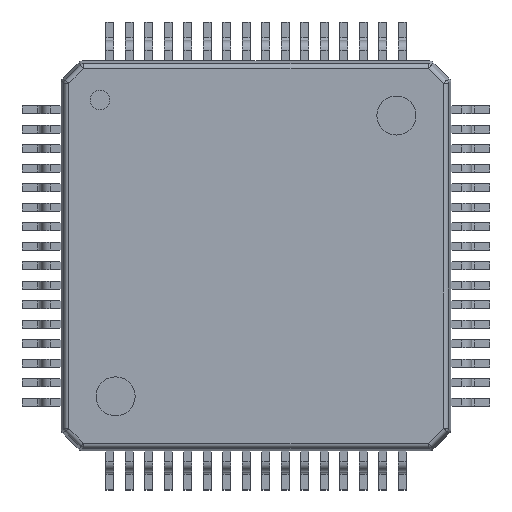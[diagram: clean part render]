
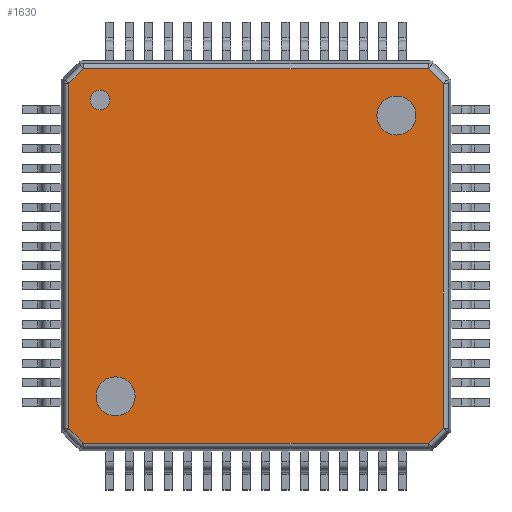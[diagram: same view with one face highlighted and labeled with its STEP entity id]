
A CAD part, top view. The second image highlights one B-rep face of the part: STEP entity #1630.
In plain terms, the highlighted face is planar.
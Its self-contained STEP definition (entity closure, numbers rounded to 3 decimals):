
#42=CARTESIAN_POINT('',(-4.,0.438,4.));
#43=DIRECTION('',(0.,1.,0.));
#44=DIRECTION('',(1.,0.,0.));
#45=AXIS2_PLACEMENT_3D('',#42,#43,#44);
#51=CARTESIAN_POINT('',(-4.,0.438,4.));
#52=DIRECTION('',(0.,1.,0.));
#53=DIRECTION('',(-1.,0.,0.));
#54=AXIS2_PLACEMENT_3D('',#51,#52,#53);
#59=CARTESIAN_POINT('',(-3.6,0.438,-3.6));
#60=DIRECTION('',(0.,1.,0.));
#61=DIRECTION('',(1.,0.,0.));
#62=AXIS2_PLACEMENT_3D('',#59,#60,#61);
#67=CARTESIAN_POINT('',(-3.6,0.438,-3.6));
#68=DIRECTION('',(0.,1.,0.));
#69=DIRECTION('',(-1.,0.,0.));
#70=AXIS2_PLACEMENT_3D('',#67,#68,#69);
#75=CARTESIAN_POINT('',(3.6,0.438,3.6));
#76=DIRECTION('',(0.,1.,0.));
#77=DIRECTION('',(1.,0.,0.));
#78=AXIS2_PLACEMENT_3D('',#75,#76,#77);
#83=CARTESIAN_POINT('',(3.6,0.438,3.6));
#84=DIRECTION('',(0.,1.,0.));
#85=DIRECTION('',(-1.,0.,0.));
#86=AXIS2_PLACEMENT_3D('',#83,#84,#85);
#91=DIRECTION('',(0.,0.,1.));
#92=VECTOR('',#91,8.842);
#93=CARTESIAN_POINT('',(-4.804,0.438,-4.419));
#94=LINE('',#93,#92);
#213=DIRECTION('',(-0.707,0.,-0.707));
#214=VECTOR('',#213,0.539);
#215=CARTESIAN_POINT('',(-4.423,0.438,4.804));
#216=LINE('',#215,#214);
#244=DIRECTION('',(1.,0.,0.));
#245=VECTOR('',#244,8.846);
#246=CARTESIAN_POINT('',(-4.423,0.438,4.804));
#247=LINE('',#246,#245);
#289=DIRECTION('',(-0.707,0.,0.707));
#290=VECTOR('',#289,0.539);
#291=CARTESIAN_POINT('',(4.804,0.438,4.423));
#292=LINE('',#291,#290);
#397=DIRECTION('',(0.,0.,-1.));
#398=VECTOR('',#397,8.842);
#399=CARTESIAN_POINT('',(4.804,0.438,4.423));
#400=LINE('',#399,#398);
#442=DIRECTION('',(0.707,0.,0.707));
#443=VECTOR('',#442,0.545);
#444=CARTESIAN_POINT('',(4.419,0.438,-4.804));
#445=LINE('',#444,#443);
#550=DIRECTION('',(-1.,0.,0.));
#551=VECTOR('',#550,8.838);
#552=CARTESIAN_POINT('',(4.419,0.438,-4.804));
#553=LINE('',#552,#551);
#595=DIRECTION('',(0.707,0.,-0.707));
#596=VECTOR('',#595,0.545);
#597=CARTESIAN_POINT('',(-4.804,0.438,-4.419));
#598=LINE('',#597,#596);
#1405=CARTESIAN_POINT('',(-4.804,0.438,-4.419));
#1406=CARTESIAN_POINT('',(-4.804,0.438,4.423));
#1407=VERTEX_POINT('',#1405);
#1408=VERTEX_POINT('',#1406);
#1417=CARTESIAN_POINT('',(-4.419,0.438,-4.804));
#1418=VERTEX_POINT('',#1417);
#1419=CARTESIAN_POINT('',(4.419,0.438,-4.804));
#1420=VERTEX_POINT('',#1419);
#1429=CARTESIAN_POINT('',(4.804,0.438,-4.419));
#1430=VERTEX_POINT('',#1429);
#1431=CARTESIAN_POINT('',(4.804,0.438,4.423));
#1432=VERTEX_POINT('',#1431);
#1441=CARTESIAN_POINT('',(4.423,0.438,4.804));
#1442=VERTEX_POINT('',#1441);
#1443=CARTESIAN_POINT('',(-4.423,0.438,4.804));
#1444=VERTEX_POINT('',#1443);
#1569=CARTESIAN_POINT('',(-3.75,0.438,4.));
#1570=CARTESIAN_POINT('',(-4.25,0.438,4.));
#1571=VERTEX_POINT('',#1569);
#1572=VERTEX_POINT('',#1570);
#1577=CARTESIAN_POINT('',(-3.1,0.438,-3.6));
#1578=CARTESIAN_POINT('',(-4.1,0.438,-3.6));
#1579=VERTEX_POINT('',#1577);
#1580=VERTEX_POINT('',#1578);
#1585=CARTESIAN_POINT('',(4.1,0.438,3.6));
#1586=CARTESIAN_POINT('',(3.1,0.438,3.6));
#1587=VERTEX_POINT('',#1585);
#1588=VERTEX_POINT('',#1586);
#1589=CARTESIAN_POINT('',(0.,0.438,0.));
#1590=DIRECTION('',(0.,1.,0.));
#1591=DIRECTION('',(1.,0.,0.));
#1592=AXIS2_PLACEMENT_3D('',#1589,#1590,#1591);
#1593=PLANE('',#1592);
#1595=ORIENTED_EDGE('',*,*,#1594,.F.);
#1597=ORIENTED_EDGE('',*,*,#1596,.T.);
#1599=ORIENTED_EDGE('',*,*,#1598,.F.);
#1601=ORIENTED_EDGE('',*,*,#1600,.T.);
#1603=ORIENTED_EDGE('',*,*,#1602,.F.);
#1605=ORIENTED_EDGE('',*,*,#1604,.T.);
#1607=ORIENTED_EDGE('',*,*,#1606,.F.);
#1609=ORIENTED_EDGE('',*,*,#1608,.T.);
#1610=EDGE_LOOP('',(#1595,#1597,#1599,#1601,#1603,#1605,#1607,#1609));
#1611=FACE_OUTER_BOUND('',#1610,.F.);
#1613=ORIENTED_EDGE('',*,*,#1612,.T.);
#1615=ORIENTED_EDGE('',*,*,#1614,.T.);
#1616=EDGE_LOOP('',(#1613,#1615));
#1617=FACE_BOUND('',#1616,.F.);
#1619=ORIENTED_EDGE('',*,*,#1618,.T.);
#1621=ORIENTED_EDGE('',*,*,#1620,.T.);
#1622=EDGE_LOOP('',(#1619,#1621));
#1623=FACE_BOUND('',#1622,.F.);
#1625=ORIENTED_EDGE('',*,*,#1624,.T.);
#1627=ORIENTED_EDGE('',*,*,#1626,.T.);
#1628=EDGE_LOOP('',(#1625,#1627));
#1629=FACE_BOUND('',#1628,.F.);
#1630=ADVANCED_FACE('',(#1611,#1617,#1623,#1629),#1593,.T.);
#46=CIRCLE('',#45,0.25);
#55=CIRCLE('',#54,0.25);
#63=CIRCLE('',#62,0.5);
#71=CIRCLE('',#70,0.5);
#79=CIRCLE('',#78,0.5);
#87=CIRCLE('',#86,0.5);
#1594=EDGE_CURVE('',#1407,#1408,#94,.T.);
#1596=EDGE_CURVE('',#1407,#1418,#598,.T.);
#1598=EDGE_CURVE('',#1420,#1418,#553,.T.);
#1600=EDGE_CURVE('',#1420,#1430,#445,.T.);
#1602=EDGE_CURVE('',#1432,#1430,#400,.T.);
#1604=EDGE_CURVE('',#1432,#1442,#292,.T.);
#1606=EDGE_CURVE('',#1444,#1442,#247,.T.);
#1608=EDGE_CURVE('',#1444,#1408,#216,.T.);
#1612=EDGE_CURVE('',#1571,#1572,#46,.T.);
#1614=EDGE_CURVE('',#1572,#1571,#55,.T.);
#1618=EDGE_CURVE('',#1579,#1580,#63,.T.);
#1620=EDGE_CURVE('',#1580,#1579,#71,.T.);
#1624=EDGE_CURVE('',#1587,#1588,#79,.T.);
#1626=EDGE_CURVE('',#1588,#1587,#87,.T.);
